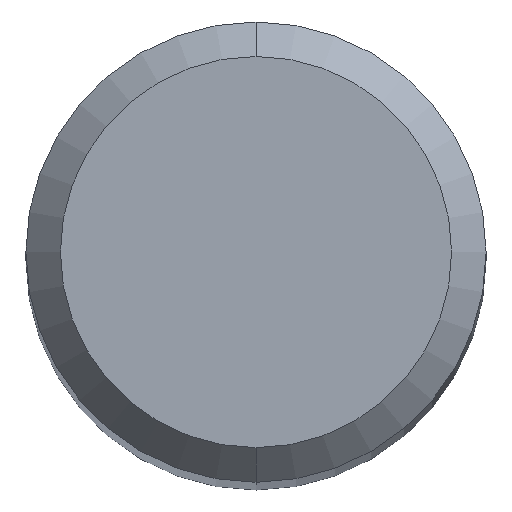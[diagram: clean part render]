
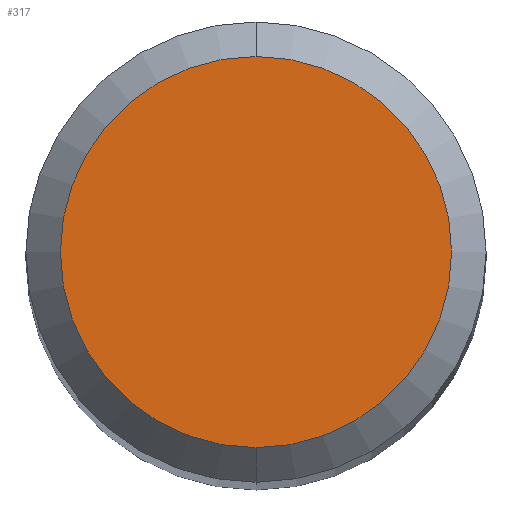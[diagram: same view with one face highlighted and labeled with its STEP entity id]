
A CAD part, top view. The second image highlights one B-rep face of the part: STEP entity #317.
In plain terms, the highlighted planar face has unit normal (0, 0, 1).
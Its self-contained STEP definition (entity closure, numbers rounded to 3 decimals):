
#195=VERTEX_POINT('',#510);
#199=EDGE_CURVE('',#195,#283,#515,.T.);
#283=VERTEX_POINT('',#608);
#317=ADVANCED_FACE('',(#647),#648,.T.);
#449=EDGE_CURVE('',#283,#195,#790,.T.);
#510=CARTESIAN_POINT('',(0.0,1.7,0.0));
#515=CIRCLE('',#891,1.7);
#608=CARTESIAN_POINT('',(0.,-1.7,0.0));
#647=FACE_OUTER_BOUND('',#1125,.T.);
#648=PLANE('',#1126);
#790=CIRCLE('',#1434,1.7);
#891=AXIS2_PLACEMENT_3D('',#1487,#1488,#1489);
#1125=EDGE_LOOP('',(#1660,#1661));
#1126=AXIS2_PLACEMENT_3D('',#1662,#1663,#1664);
#1434=AXIS2_PLACEMENT_3D('',#1804,#1805,#1806);
#1487=CARTESIAN_POINT('',(0.0,0.0,0.0));
#1488=DIRECTION('',(0.0,0.0,-1.0));
#1489=DIRECTION('',(0.0,1.0,0.0));
#1660=ORIENTED_EDGE('',*,*,#199,.F.);
#1661=ORIENTED_EDGE('',*,*,#449,.F.);
#1662=CARTESIAN_POINT('',(0.0,0.85,0.0));
#1663=DIRECTION('',(-0.0,0.0,1.0));
#1664=DIRECTION('',(0.0,-1.0,0.0));
#1804=CARTESIAN_POINT('',(0.0,0.0,0.0));
#1805=DIRECTION('',(0.0,0.0,-1.0));
#1806=DIRECTION('',(0.0,1.0,0.0));
